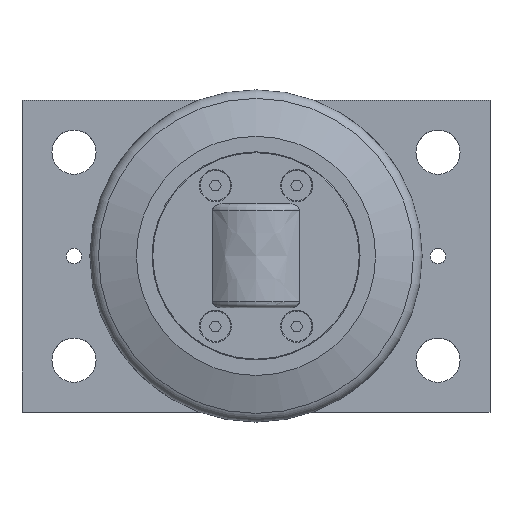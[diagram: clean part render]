
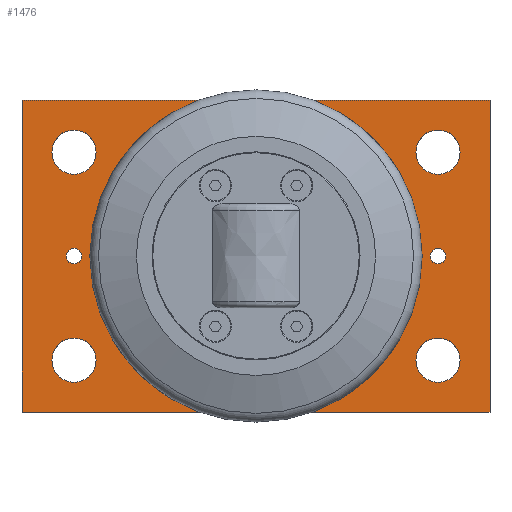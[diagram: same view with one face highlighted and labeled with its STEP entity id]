
A CAD part, top view. The second image highlights one B-rep face of the part: STEP entity #1476.
In plain terms, the highlighted planar face has unit normal (0, 0, 1).
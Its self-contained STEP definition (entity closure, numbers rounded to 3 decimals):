
#66=FACE_BOUND('',#325,.T.);
#67=FACE_BOUND('',#326,.T.);
#68=FACE_BOUND('',#327,.T.);
#69=FACE_BOUND('',#328,.T.);
#70=FACE_BOUND('',#329,.T.);
#71=FACE_BOUND('',#330,.T.);
#72=FACE_BOUND('',#331,.T.);
#73=FACE_BOUND('',#332,.T.);
#74=FACE_BOUND('',#333,.T.);
#75=FACE_BOUND('',#334,.T.);
#76=FACE_BOUND('',#335,.T.);
#145=CIRCLE('',#1631,39.5);
#146=CIRCLE('',#1633,3.);
#147=CIRCLE('',#1634,3.);
#148=CIRCLE('',#1635,8.5);
#149=CIRCLE('',#1636,8.5);
#150=CIRCLE('',#1637,8.5);
#151=CIRCLE('',#1638,8.5);
#152=CIRCLE('',#1639,6.918);
#153=CIRCLE('',#1640,6.918);
#154=CIRCLE('',#1641,6.918);
#155=CIRCLE('',#1642,6.918);
#156=CIRCLE('',#1643,6.918);
#157=CIRCLE('',#1644,6.918);
#158=CIRCLE('',#1645,6.918);
#159=CIRCLE('',#1646,6.918);
#233=FACE_OUTER_BOUND('',#324,.T.);
#324=EDGE_LOOP('',(#1274,#1275,#1276,#1277));
#325=EDGE_LOOP('',(#1278));
#326=EDGE_LOOP('',(#1279));
#327=EDGE_LOOP('',(#1280));
#328=EDGE_LOOP('',(#1281));
#329=EDGE_LOOP('',(#1282));
#330=EDGE_LOOP('',(#1283));
#331=EDGE_LOOP('',(#1284));
#332=EDGE_LOOP('',(#1285,#1286));
#333=EDGE_LOOP('',(#1287,#1288));
#334=EDGE_LOOP('',(#1289,#1290));
#335=EDGE_LOOP('',(#1291,#1292));
#458=LINE('',#2540,#577);
#459=LINE('',#2542,#578);
#460=LINE('',#2544,#579);
#461=LINE('',#2545,#580);
#577=VECTOR('',#2013,10.);
#578=VECTOR('',#2014,10.);
#579=VECTOR('',#2015,10.);
#580=VECTOR('',#2016,10.);
#710=VERTEX_POINT('',#2534);
#711=VERTEX_POINT('',#2538);
#712=VERTEX_POINT('',#2539);
#713=VERTEX_POINT('',#2541);
#714=VERTEX_POINT('',#2543);
#715=VERTEX_POINT('',#2546);
#716=VERTEX_POINT('',#2548);
#717=VERTEX_POINT('',#2550);
#718=VERTEX_POINT('',#2552);
#719=VERTEX_POINT('',#2554);
#720=VERTEX_POINT('',#2556);
#721=VERTEX_POINT('',#2558);
#722=VERTEX_POINT('',#2559);
#723=VERTEX_POINT('',#2562);
#724=VERTEX_POINT('',#2563);
#725=VERTEX_POINT('',#2566);
#726=VERTEX_POINT('',#2567);
#727=VERTEX_POINT('',#2570);
#728=VERTEX_POINT('',#2571);
#904=EDGE_CURVE('',#710,#710,#145,.T.);
#905=EDGE_CURVE('',#711,#712,#458,.T.);
#906=EDGE_CURVE('',#713,#711,#459,.T.);
#907=EDGE_CURVE('',#714,#713,#460,.T.);
#908=EDGE_CURVE('',#712,#714,#461,.T.);
#909=EDGE_CURVE('',#715,#715,#146,.T.);
#910=EDGE_CURVE('',#716,#716,#147,.T.);
#911=EDGE_CURVE('',#717,#717,#148,.T.);
#912=EDGE_CURVE('',#718,#718,#149,.T.);
#913=EDGE_CURVE('',#719,#719,#150,.T.);
#914=EDGE_CURVE('',#720,#720,#151,.T.);
#915=EDGE_CURVE('',#721,#722,#152,.T.);
#916=EDGE_CURVE('',#722,#721,#153,.T.);
#917=EDGE_CURVE('',#723,#724,#154,.T.);
#918=EDGE_CURVE('',#724,#723,#155,.T.);
#919=EDGE_CURVE('',#725,#726,#156,.T.);
#920=EDGE_CURVE('',#726,#725,#157,.T.);
#921=EDGE_CURVE('',#727,#728,#158,.T.);
#922=EDGE_CURVE('',#728,#727,#159,.T.);
#1274=ORIENTED_EDGE('',*,*,#905,.F.);
#1275=ORIENTED_EDGE('',*,*,#906,.F.);
#1276=ORIENTED_EDGE('',*,*,#907,.F.);
#1277=ORIENTED_EDGE('',*,*,#908,.F.);
#1278=ORIENTED_EDGE('',*,*,#904,.T.);
#1279=ORIENTED_EDGE('',*,*,#909,.T.);
#1280=ORIENTED_EDGE('',*,*,#910,.T.);
#1281=ORIENTED_EDGE('',*,*,#911,.T.);
#1282=ORIENTED_EDGE('',*,*,#912,.T.);
#1283=ORIENTED_EDGE('',*,*,#913,.T.);
#1284=ORIENTED_EDGE('',*,*,#914,.T.);
#1285=ORIENTED_EDGE('',*,*,#915,.T.);
#1286=ORIENTED_EDGE('',*,*,#916,.T.);
#1287=ORIENTED_EDGE('',*,*,#917,.T.);
#1288=ORIENTED_EDGE('',*,*,#918,.T.);
#1289=ORIENTED_EDGE('',*,*,#919,.T.);
#1290=ORIENTED_EDGE('',*,*,#920,.T.);
#1291=ORIENTED_EDGE('',*,*,#921,.T.);
#1292=ORIENTED_EDGE('',*,*,#922,.T.);
#1407=PLANE('',#1632);
#1476=ADVANCED_FACE('',(#233,#66,#67,#68,#69,#70,#71,#72,#73,#74,#75,#76),
#1407,.T.);
#1631=AXIS2_PLACEMENT_3D('',#2536,#2009,#2010);
#1632=AXIS2_PLACEMENT_3D('',#2537,#2011,#2012);
#1633=AXIS2_PLACEMENT_3D('',#2547,#2017,#2018);
#1634=AXIS2_PLACEMENT_3D('',#2549,#2019,#2020);
#1635=AXIS2_PLACEMENT_3D('',#2551,#2021,#2022);
#1636=AXIS2_PLACEMENT_3D('',#2553,#2023,#2024);
#1637=AXIS2_PLACEMENT_3D('',#2555,#2025,#2026);
#1638=AXIS2_PLACEMENT_3D('',#2557,#2027,#2028);
#1639=AXIS2_PLACEMENT_3D('',#2560,#2029,#2030);
#1640=AXIS2_PLACEMENT_3D('',#2561,#2031,#2032);
#1641=AXIS2_PLACEMENT_3D('',#2564,#2033,#2034);
#1642=AXIS2_PLACEMENT_3D('',#2565,#2035,#2036);
#1643=AXIS2_PLACEMENT_3D('',#2568,#2037,#2038);
#1644=AXIS2_PLACEMENT_3D('',#2569,#2039,#2040);
#1645=AXIS2_PLACEMENT_3D('',#2572,#2041,#2042);
#1646=AXIS2_PLACEMENT_3D('',#2573,#2043,#2044);
#2009=DIRECTION('center_axis',(0.,0.,-1.));
#2010=DIRECTION('ref_axis',(0.,-1.,0.));
#2011=DIRECTION('center_axis',(0.,0.,1.));
#2012=DIRECTION('ref_axis',(1.,0.,0.));
#2013=DIRECTION('',(0.,1.,0.));
#2014=DIRECTION('',(-1.,0.,0.));
#2015=DIRECTION('',(0.,-1.,0.));
#2016=DIRECTION('',(1.,0.,0.));
#2017=DIRECTION('center_axis',(0.,0.,-1.));
#2018=DIRECTION('ref_axis',(-1.,0.,0.));
#2019=DIRECTION('center_axis',(0.,0.,-1.));
#2020=DIRECTION('ref_axis',(-1.,0.,0.));
#2021=DIRECTION('center_axis',(0.,0.,-1.));
#2022=DIRECTION('ref_axis',(-1.,0.,0.));
#2023=DIRECTION('center_axis',(0.,0.,-1.));
#2024=DIRECTION('ref_axis',(-1.,0.,0.));
#2025=DIRECTION('center_axis',(0.,0.,-1.));
#2026=DIRECTION('ref_axis',(-1.,0.,0.));
#2027=DIRECTION('center_axis',(0.,0.,-1.));
#2028=DIRECTION('ref_axis',(-1.,0.,0.));
#2029=DIRECTION('center_axis',(0.,0.,-1.));
#2030=DIRECTION('ref_axis',(1.,0.,0.));
#2031=DIRECTION('center_axis',(0.,0.,-1.));
#2032=DIRECTION('ref_axis',(1.,0.,0.));
#2033=DIRECTION('center_axis',(0.,0.,-1.));
#2034=DIRECTION('ref_axis',(1.,0.,0.));
#2035=DIRECTION('center_axis',(0.,0.,-1.));
#2036=DIRECTION('ref_axis',(1.,0.,0.));
#2037=DIRECTION('center_axis',(0.,0.,-1.));
#2038=DIRECTION('ref_axis',(1.,0.,0.));
#2039=DIRECTION('center_axis',(0.,0.,-1.));
#2040=DIRECTION('ref_axis',(1.,0.,0.));
#2041=DIRECTION('center_axis',(0.,0.,-1.));
#2042=DIRECTION('ref_axis',(1.,0.,0.));
#2043=DIRECTION('center_axis',(0.,0.,-1.));
#2044=DIRECTION('ref_axis',(1.,0.,0.));
#2534=CARTESIAN_POINT('',(90.,99.5,20.));
#2536=CARTESIAN_POINT('Origin',(90.,60.,20.));
#2537=CARTESIAN_POINT('Origin',(90.,60.,20.));
#2538=CARTESIAN_POINT('',(0.,0.,20.));
#2539=CARTESIAN_POINT('',(0.,120.,20.));
#2540=CARTESIAN_POINT('',(0.,120.,20.));
#2541=CARTESIAN_POINT('',(180.,0.,20.));
#2542=CARTESIAN_POINT('',(0.,0.,20.));
#2543=CARTESIAN_POINT('',(180.,120.,20.));
#2544=CARTESIAN_POINT('',(180.,0.,20.));
#2545=CARTESIAN_POINT('',(180.,120.,20.));
#2546=CARTESIAN_POINT('',(23.,60.,20.));
#2547=CARTESIAN_POINT('Origin',(20.,60.,20.));
#2548=CARTESIAN_POINT('',(163.,60.,20.));
#2549=CARTESIAN_POINT('Origin',(160.,60.,20.));
#2550=CARTESIAN_POINT('',(168.5,100.,20.));
#2551=CARTESIAN_POINT('Origin',(160.,100.,20.));
#2552=CARTESIAN_POINT('',(168.5,20.,20.));
#2553=CARTESIAN_POINT('Origin',(160.,20.,20.));
#2554=CARTESIAN_POINT('',(28.5,100.,20.));
#2555=CARTESIAN_POINT('Origin',(20.,100.,20.));
#2556=CARTESIAN_POINT('',(28.5,20.,20.));
#2557=CARTESIAN_POINT('Origin',(20.,20.,20.));
#2558=CARTESIAN_POINT('',(56.918,100.,20.));
#2559=CARTESIAN_POINT('',(43.083,100.,20.));
#2560=CARTESIAN_POINT('Origin',(50.,100.,20.));
#2561=CARTESIAN_POINT('Origin',(50.,100.,20.));
#2562=CARTESIAN_POINT('',(136.918,100.,20.));
#2563=CARTESIAN_POINT('',(123.083,100.,20.));
#2564=CARTESIAN_POINT('Origin',(130.,100.,20.));
#2565=CARTESIAN_POINT('Origin',(130.,100.,20.));
#2566=CARTESIAN_POINT('',(136.918,20.,20.));
#2567=CARTESIAN_POINT('',(123.083,20.,20.));
#2568=CARTESIAN_POINT('Origin',(130.,20.,20.));
#2569=CARTESIAN_POINT('Origin',(130.,20.,20.));
#2570=CARTESIAN_POINT('',(56.918,20.,20.));
#2571=CARTESIAN_POINT('',(43.083,20.,20.));
#2572=CARTESIAN_POINT('Origin',(50.,20.,20.));
#2573=CARTESIAN_POINT('Origin',(50.,20.,20.));
